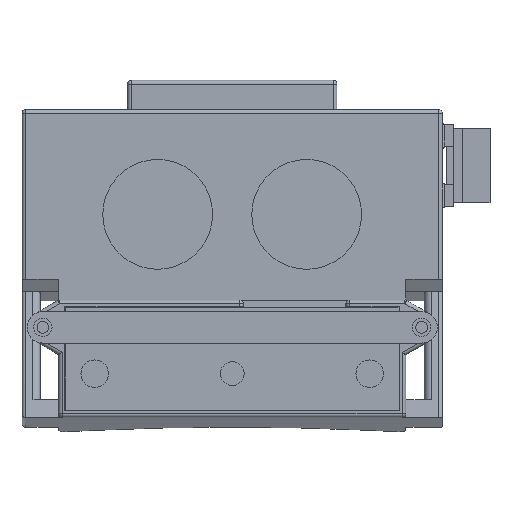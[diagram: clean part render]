
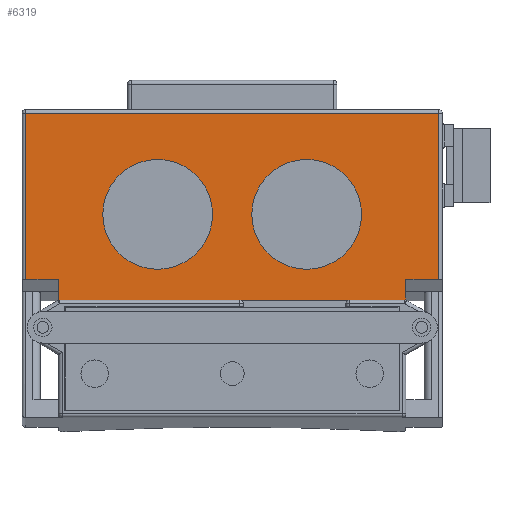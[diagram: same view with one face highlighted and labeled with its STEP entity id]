
A CAD part, front view. The second image highlights one B-rep face of the part: STEP entity #6319.
In plain terms, the highlighted planar face has unit normal (0, -1, 0).
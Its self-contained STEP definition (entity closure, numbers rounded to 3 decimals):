
#178=FACE_BOUND('',#1171,.T.);
#179=FACE_BOUND('',#1172,.T.);
#326=PLANE('',#7086);
#755=FACE_OUTER_BOUND('',#1170,.T.);
#1170=EDGE_LOOP('',(#5548,#5549,#5550,#5551,#5552,#5553,#5554,#5555));
#1171=EDGE_LOOP('',(#5556));
#1172=EDGE_LOOP('',(#5557));
#1709=LINE('',#11264,#2266);
#1711=LINE('',#11274,#2268);
#1713=LINE('',#11280,#2270);
#1714=LINE('',#11282,#2271);
#1715=LINE('',#11284,#2272);
#1716=LINE('',#11286,#2273);
#1717=LINE('',#11288,#2274);
#1718=LINE('',#11289,#2275);
#2266=VECTOR('',#8821,10.);
#2268=VECTOR('',#8833,10.);
#2270=VECTOR('',#8839,10.);
#2271=VECTOR('',#8840,10.);
#2272=VECTOR('',#8841,10.);
#2273=VECTOR('',#8842,10.);
#2274=VECTOR('',#8843,10.);
#2275=VECTOR('',#8844,10.);
#2604=CIRCLE('',#7087,15.);
#2605=CIRCLE('',#7088,15.);
#3106=VERTEX_POINT('',#11261);
#3107=VERTEX_POINT('',#11263);
#3110=VERTEX_POINT('',#11273);
#3112=VERTEX_POINT('',#11279);
#3113=VERTEX_POINT('',#11281);
#3114=VERTEX_POINT('',#11283);
#3115=VERTEX_POINT('',#11285);
#3116=VERTEX_POINT('',#11287);
#3117=VERTEX_POINT('',#11290);
#3118=VERTEX_POINT('',#11292);
#3940=EDGE_CURVE('',#3106,#3107,#1709,.T.);
#3945=EDGE_CURVE('',#3107,#3110,#1711,.T.);
#3948=EDGE_CURVE('',#3112,#3106,#1713,.T.);
#3949=EDGE_CURVE('',#3112,#3113,#1714,.T.);
#3950=EDGE_CURVE('',#3114,#3113,#1715,.T.);
#3951=EDGE_CURVE('',#3115,#3114,#1716,.T.);
#3952=EDGE_CURVE('',#3115,#3116,#1717,.T.);
#3953=EDGE_CURVE('',#3110,#3116,#1718,.T.);
#3954=EDGE_CURVE('',#3117,#3117,#2604,.T.);
#3955=EDGE_CURVE('',#3118,#3118,#2605,.T.);
#5548=ORIENTED_EDGE('',*,*,#3940,.F.);
#5549=ORIENTED_EDGE('',*,*,#3948,.F.);
#5550=ORIENTED_EDGE('',*,*,#3949,.T.);
#5551=ORIENTED_EDGE('',*,*,#3950,.F.);
#5552=ORIENTED_EDGE('',*,*,#3951,.F.);
#5553=ORIENTED_EDGE('',*,*,#3952,.T.);
#5554=ORIENTED_EDGE('',*,*,#3953,.F.);
#5555=ORIENTED_EDGE('',*,*,#3945,.F.);
#5556=ORIENTED_EDGE('',*,*,#3954,.T.);
#5557=ORIENTED_EDGE('',*,*,#3955,.T.);
#6319=ADVANCED_FACE('',(#755,#178,#179),#326,.T.);
#7086=AXIS2_PLACEMENT_3D('',#11278,#8837,#8838);
#7087=AXIS2_PLACEMENT_3D('',#11291,#8845,#8846);
#7088=AXIS2_PLACEMENT_3D('',#11293,#8847,#8848);
#8821=DIRECTION('',(0.,0.,1.));
#8833=DIRECTION('',(1.,0.,0.));
#8837=DIRECTION('center_axis',(0.,-1.,0.));
#8838=DIRECTION('ref_axis',(0.,0.,-1.));
#8839=DIRECTION('',(-1.,0.,0.));
#8840=DIRECTION('',(0.,0.,-1.));
#8841=DIRECTION('',(-1.,0.,0.));
#8842=DIRECTION('',(0.,0.,-1.));
#8843=DIRECTION('',(1.,0.,0.));
#8844=DIRECTION('',(0.,0.,-1.));
#8845=DIRECTION('center_axis',(0.,1.,0.));
#8846=DIRECTION('ref_axis',(-1.,0.,0.));
#8847=DIRECTION('center_axis',(0.,1.,0.));
#8848=DIRECTION('ref_axis',(-1.,0.,0.));
#11261=CARTESIAN_POINT('',(-56.4,7.,21.694));
#11263=CARTESIAN_POINT('',(-56.4,7.,67.05));
#11264=CARTESIAN_POINT('',(-56.4,7.,21.014));
#11273=CARTESIAN_POINT('',(56.4,7.,67.05));
#11274=CARTESIAN_POINT('',(0.,7.,67.05));
#11278=CARTESIAN_POINT('Origin',(0.,7.,
18.05));
#11279=CARTESIAN_POINT('',(-47.4,7.,21.694));
#11280=CARTESIAN_POINT('',(-42.4,7.,21.694));
#11281=CARTESIAN_POINT('',(-47.4,7.,16.05));
#11282=CARTESIAN_POINT('',(-47.4,7.,16.05));
#11283=CARTESIAN_POINT('',(47.4,7.,16.05));
#11284=CARTESIAN_POINT('',(0.,7.,16.05));
#11285=CARTESIAN_POINT('',(47.4,7.,21.694));
#11286=CARTESIAN_POINT('',(47.4,7.,16.05));
#11287=CARTESIAN_POINT('',(56.4,7.,21.694));
#11288=CARTESIAN_POINT('',(42.4,7.,21.694));
#11289=CARTESIAN_POINT('',(56.4,7.,21.014));
#11290=CARTESIAN_POINT('',(-5.35,7.,39.45));
#11291=CARTESIAN_POINT('Origin',(-20.35,7.,39.45));
#11292=CARTESIAN_POINT('',(35.35,7.,39.45));
#11293=CARTESIAN_POINT('Origin',(20.35,7.,39.45));
